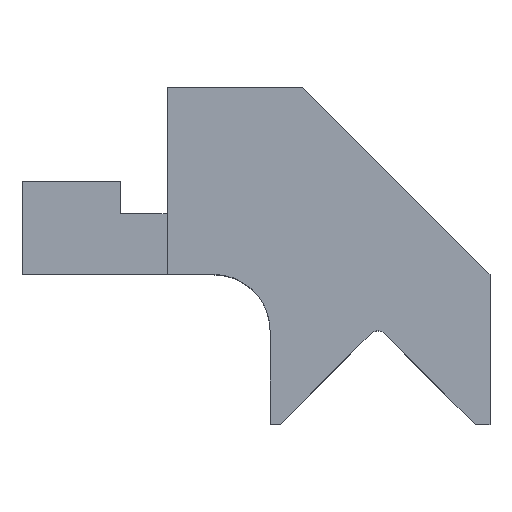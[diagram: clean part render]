
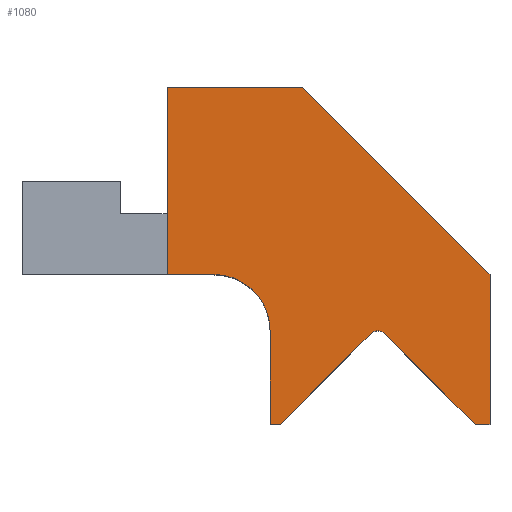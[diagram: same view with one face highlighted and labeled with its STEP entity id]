
A CAD part, top view. The second image highlights one B-rep face of the part: STEP entity #1080.
In plain terms, the highlighted planar face has unit normal (0, 0, 1).
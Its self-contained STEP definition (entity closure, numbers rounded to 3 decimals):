
#18 = ORIENTED_EDGE ( 'NONE', *, *, #1266, .T. ) ;
#24 = VECTOR ( 'NONE', #777, 1000. ) ;
#29 = VERTEX_POINT ( 'NONE', #180 ) ;
#41 = DIRECTION ( 'NONE',  ( 1., 0., 0. ) ) ;
#45 = LINE ( 'NONE', #1046, #430 ) ;
#58 = CARTESIAN_POINT ( 'NONE',  ( 21.793, -6.293, 24. ) ) ;
#80 = VECTOR ( 'NONE', #847, 1000. ) ;
#82 = DIRECTION ( 'NONE',  ( 0., 0., -1. ) ) ;
#115 = LINE ( 'NONE', #1186, #519 ) ;
#124 = CARTESIAN_POINT ( 'NONE',  ( 14.5, 20., 24. ) ) ;
#126 = VECTOR ( 'NONE', #1320, 1000. ) ;
#130 = DIRECTION ( 'NONE',  ( -1., 0., 0. ) ) ;
#137 = CARTESIAN_POINT ( 'NONE',  ( 34.5, -16., 24. ) ) ;
#147 = DIRECTION ( 'NONE',  ( 1., 0., 0. ) ) ;
#171 = DIRECTION ( 'NONE',  ( 0., 1., 0. ) ) ;
#180 = CARTESIAN_POINT ( 'NONE',  ( 32.914, -16., 24. ) ) ;
#182 = ORIENTED_EDGE ( 'NONE', *, *, #525, .T. ) ;
#183 = DIRECTION ( 'NONE',  ( 1., 0., 0. ) ) ;
#204 = CARTESIAN_POINT ( 'NONE',  ( 22.5, -7., 24. ) ) ;
#211 = LINE ( 'NONE', #744, #1123 ) ;
#234 = AXIS2_PLACEMENT_3D ( 'NONE', #492, #381, #183 ) ;
#244 = EDGE_LOOP ( 'NONE', ( #1313, #372, #182, #555, #276, #18, #1243, #324, #1230, #550, #869, #522 ) ) ;
#247 = CARTESIAN_POINT ( 'NONE',  ( 21.793, -6.293, 24. ) ) ;
#276 = ORIENTED_EDGE ( 'NONE', *, *, #507, .T. ) ;
#324 = ORIENTED_EDGE ( 'NONE', *, *, #631, .T. ) ;
#338 = EDGE_CURVE ( 'NONE', #989, #29, #45, .T. ) ;
#345 = CARTESIAN_POINT ( 'NONE',  ( 23.207, -6.293, 24. ) ) ;
#359 = EDGE_CURVE ( 'NONE', #582, #837, #520, .T. ) ;
#363 = VERTEX_POINT ( 'NONE', #137 ) ;
#367 = FACE_OUTER_BOUND ( 'NONE', #244, .T. ) ;
#372 = ORIENTED_EDGE ( 'NONE', *, *, #641, .T. ) ;
#381 = DIRECTION ( 'NONE',  ( 0., 0., -1. ) ) ;
#385 = VECTOR ( 'NONE', #1280, 1000. ) ;
#430 = VECTOR ( 'NONE', #815, 1000. ) ;
#433 = AXIS2_PLACEMENT_3D ( 'NONE', #204, #82, #787 ) ;
#456 = CARTESIAN_POINT ( 'NONE',  ( 22.5, -7., 24. ) ) ;
#460 = EDGE_CURVE ( 'NONE', #837, #976, #211, .T. ) ;
#492 = CARTESIAN_POINT ( 'NONE',  ( 5., -6., 24. ) ) ;
#507 = EDGE_CURVE ( 'NONE', #723, #1032, #814, .T. ) ;
#517 = EDGE_CURVE ( 'NONE', #1128, #723, #115, .T. ) ;
#519 = VECTOR ( 'NONE', #147, 1000. ) ;
#520 = LINE ( 'NONE', #124, #80 ) ;
#522 = ORIENTED_EDGE ( 'NONE', *, *, #862, .T. ) ;
#525 = EDGE_CURVE ( 'NONE', #1101, #1128, #1167, .T. ) ;
#550 = ORIENTED_EDGE ( 'NONE', *, *, #359, .T. ) ;
#555 = ORIENTED_EDGE ( 'NONE', *, *, #517, .T. ) ;
#570 = AXIS2_PLACEMENT_3D ( 'NONE', #456, #660, #41 ) ;
#572 = CARTESIAN_POINT ( 'NONE',  ( 34.5, 0., 24. ) ) ;
#582 = VERTEX_POINT ( 'NONE', #769 ) ;
#589 = CARTESIAN_POINT ( 'NONE',  ( 12.086, -16., 24. ) ) ;
#600 = CARTESIAN_POINT ( 'NONE',  ( 0., 0., 24. ) ) ;
#631 = EDGE_CURVE ( 'NONE', #29, #363, #1029, .T. ) ;
#641 = EDGE_CURVE ( 'NONE', #877, #1101, #1059, .T. ) ;
#650 = VECTOR ( 'NONE', #1311, 1000. ) ;
#660 = DIRECTION ( 'NONE',  ( 0., 0., -1. ) ) ;
#671 = CARTESIAN_POINT ( 'NONE',  ( 11., -16., 24. ) ) ;
#682 = EDGE_CURVE ( 'NONE', #363, #582, #1251, .T. ) ;
#691 = CARTESIAN_POINT ( 'NONE',  ( 5., 0., 24. ) ) ;
#702 = CARTESIAN_POINT ( 'NONE',  ( 14.5, 20., 24. ) ) ;
#707 = EDGE_CURVE ( 'NONE', #1273, #877, #884, .T. ) ;
#723 = VERTEX_POINT ( 'NONE', #589 ) ;
#744 = CARTESIAN_POINT ( 'NONE',  ( 0., 20., 24. ) ) ;
#769 = CARTESIAN_POINT ( 'NONE',  ( 34.5, 0., 24. ) ) ;
#777 = DIRECTION ( 'NONE',  ( 1., 0., 0. ) ) ;
#787 = DIRECTION ( 'NONE',  ( 1., 0., 0. ) ) ;
#814 = LINE ( 'NONE', #58, #385 ) ;
#815 = DIRECTION ( 'NONE',  ( 0.707, -0.707, 0. ) ) ;
#837 = VERTEX_POINT ( 'NONE', #702 ) ;
#846 = CARTESIAN_POINT ( 'NONE',  ( 0., 0., 24. ) ) ;
#847 = DIRECTION ( 'NONE',  ( -0.707, 0.707, 0. ) ) ;
#862 = EDGE_CURVE ( 'NONE', #976, #1273, #1201, .T. ) ;
#869 = ORIENTED_EDGE ( 'NONE', *, *, #460, .T. ) ;
#877 = VERTEX_POINT ( 'NONE', #911 ) ;
#884 = LINE ( 'NONE', #691, #650 ) ;
#896 = CARTESIAN_POINT ( 'NONE',  ( 11., -16., 24. ) ) ;
#911 = CARTESIAN_POINT ( 'NONE',  ( 5., 0., 24. ) ) ;
#976 = VERTEX_POINT ( 'NONE', #1285 ) ;
#989 = VERTEX_POINT ( 'NONE', #345 ) ;
#1028 = VECTOR ( 'NONE', #171, 1000. ) ;
#1029 = LINE ( 'NONE', #1094, #24 ) ;
#1032 = VERTEX_POINT ( 'NONE', #247 ) ;
#1046 = CARTESIAN_POINT ( 'NONE',  ( 23.207, -6.293, 24. ) ) ;
#1059 = CIRCLE ( 'NONE', #234, 6. ) ;
#1073 = DIRECTION ( 'NONE',  ( 0., -1., 0. ) ) ;
#1080 = ADVANCED_FACE ( 'NONE', ( #367 ), #1240, .F. ) ;
#1094 = CARTESIAN_POINT ( 'NONE',  ( 34.5, -16., 24. ) ) ;
#1101 = VERTEX_POINT ( 'NONE', #1216 ) ;
#1123 = VECTOR ( 'NONE', #130, 1000. ) ;
#1128 = VERTEX_POINT ( 'NONE', #896 ) ;
#1167 = LINE ( 'NONE', #671, #1268 ) ;
#1186 = CARTESIAN_POINT ( 'NONE',  ( 11., -16., 24. ) ) ;
#1199 = CIRCLE ( 'NONE', #570, 1. ) ;
#1201 = LINE ( 'NONE', #600, #126 ) ;
#1216 = CARTESIAN_POINT ( 'NONE',  ( 11., -6., 24. ) ) ;
#1230 = ORIENTED_EDGE ( 'NONE', *, *, #682, .T. ) ;
#1240 = PLANE ( 'NONE',  #433 ) ;
#1243 = ORIENTED_EDGE ( 'NONE', *, *, #338, .T. ) ;
#1251 = LINE ( 'NONE', #572, #1028 ) ;
#1266 = EDGE_CURVE ( 'NONE', #1032, #989, #1199, .T. ) ;
#1268 = VECTOR ( 'NONE', #1073, 1000. ) ;
#1273 = VERTEX_POINT ( 'NONE', #846 ) ;
#1280 = DIRECTION ( 'NONE',  ( 0.707, 0.707, 0. ) ) ;
#1285 = CARTESIAN_POINT ( 'NONE',  ( 0., 20., 24. ) ) ;
#1311 = DIRECTION ( 'NONE',  ( 1., 0., 0. ) ) ;
#1313 = ORIENTED_EDGE ( 'NONE', *, *, #707, .T. ) ;
#1320 = DIRECTION ( 'NONE',  ( 0., -1., 0. ) ) ;
